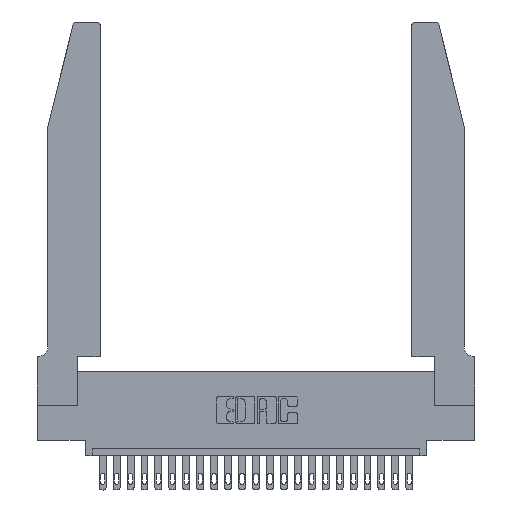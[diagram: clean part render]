
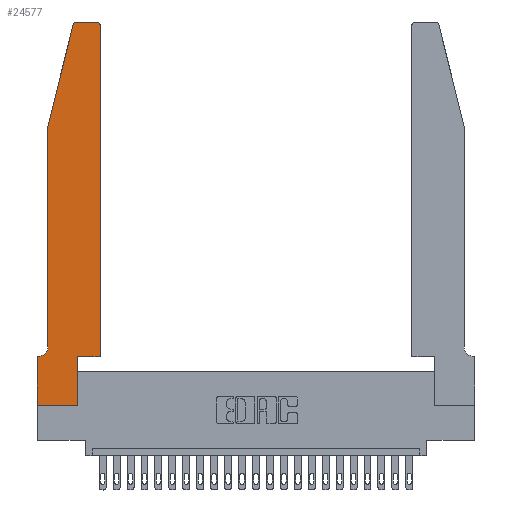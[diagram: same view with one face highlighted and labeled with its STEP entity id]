
A CAD part, top view. The second image highlights one B-rep face of the part: STEP entity #24577.
In plain terms, the highlighted planar face has unit normal (0, 0, 1).
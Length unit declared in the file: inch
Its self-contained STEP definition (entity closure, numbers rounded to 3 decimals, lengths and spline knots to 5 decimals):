
#148 = VERTEX_POINT ( 'NONE', #2199 ) ;
#150 = VECTOR ( 'NONE', #11281, 39.37008 ) ;
#385 = CARTESIAN_POINT ( 'NONE',  ( 0.2865, 0.35, 0.37 ) ) ;
#814 = CARTESIAN_POINT ( 'NONE',  ( 0.284, 2.72, 0.37 ) ) ;
#835 = EDGE_CURVE ( 'NONE', #6972, #148, #8797, .T. ) ;
#1218 = LINE ( 'NONE', #20341, #3002 ) ;
#1458 = EDGE_CURVE ( 'NONE', #19743, #15787, #8148, .T. ) ;
#1825 = CARTESIAN_POINT ( 'NONE',  ( 0.284, 2.75, 0.37 ) ) ;
#2013 = DIRECTION ( 'NONE',  ( 0., 0., 1. ) ) ;
#2199 = CARTESIAN_POINT ( 'NONE',  ( 0.0755, 0.42, 0.37 ) ) ;
#2248 = CARTESIAN_POINT ( 'NONE',  ( 0.4505, 0.35, 0.37 ) ) ;
#2698 = ORIENTED_EDGE ( 'NONE', *, *, #16388, .T. ) ;
#2699 = DIRECTION ( 'NONE',  ( 1., 0., 0. ) ) ;
#2729 = ORIENTED_EDGE ( 'NONE', *, *, #1458, .T. ) ;
#2942 = DIRECTION ( 'NONE',  ( 1., 0., 0. ) ) ;
#3002 = VECTOR ( 'NONE', #3631, 39.37008 ) ;
#3205 = EDGE_CURVE ( 'NONE', #148, #23653, #17037, .T. ) ;
#3464 = CIRCLE ( 'NONE', #24620, 0.03 ) ;
#3631 = DIRECTION ( 'NONE',  ( 0., 1., 0. ) ) ;
#3842 = ORIENTED_EDGE ( 'NONE', *, *, #21290, .T. ) ;
#3941 = PLANE ( 'NONE',  #8773 ) ;
#4298 = VERTEX_POINT ( 'NONE', #13463 ) ;
#4866 = VECTOR ( 'NONE', #2942, 39.37008 ) ;
#4976 = LINE ( 'NONE', #10221, #6487 ) ;
#5042 = CARTESIAN_POINT ( 'NONE',  ( 0.2865, 0.35, 0.37 ) ) ;
#5047 = CARTESIAN_POINT ( 'NONE',  ( 0., 0., 0.37 ) ) ;
#5163 = DIRECTION ( 'NONE',  ( 0., 0., 1. ) ) ;
#5203 = AXIS2_PLACEMENT_3D ( 'NONE', #814, #21970, #2699 ) ;
#5626 = DIRECTION ( 'NONE',  ( 1., 0., 0. ) ) ;
#5638 = ORIENTED_EDGE ( 'NONE', *, *, #23862, .T. ) ;
#5939 = DIRECTION ( 'NONE',  ( 1., 0., 0. ) ) ;
#6487 = VECTOR ( 'NONE', #19619, 39.37008 ) ;
#6606 = VERTEX_POINT ( 'NONE', #1825 ) ;
#6765 = LINE ( 'NONE', #13198, #18956 ) ;
#6972 = VERTEX_POINT ( 'NONE', #18941 ) ;
#7158 = ORIENTED_EDGE ( 'NONE', *, *, #11926, .T. ) ;
#7469 = CARTESIAN_POINT ( 'NONE',  ( 0.0755, 2., 0.37 ) ) ;
#7896 = ORIENTED_EDGE ( 'NONE', *, *, #21372, .T. ) ;
#8148 = LINE ( 'NONE', #20046, #4866 ) ;
#8474 = DIRECTION ( 'NONE',  ( 0., 1., 0. ) ) ;
#8773 = AXIS2_PLACEMENT_3D ( 'NONE', #16971, #2013, #5626 ) ;
#8787 = CIRCLE ( 'NONE', #5203, 0.03 ) ;
#8797 = LINE ( 'NONE', #7469, #23951 ) ;
#9343 = VERTEX_POINT ( 'NONE', #9635 ) ;
#9635 = CARTESIAN_POINT ( 'NONE',  ( 0.4205, 2.75, 0.37 ) ) ;
#9694 = DIRECTION ( 'NONE',  ( -1., 0., 0. ) ) ;
#10042 = CARTESIAN_POINT ( 'NONE',  ( 0.0755, 2., 0.37 ) ) ;
#10221 = CARTESIAN_POINT ( 'NONE',  ( 0.0755, 0.35, 0.37 ) ) ;
#10234 = DIRECTION ( 'NONE',  ( -1., 0., 0. ) ) ;
#10325 = LINE ( 'NONE', #5042, #22518 ) ;
#10552 = VERTEX_POINT ( 'NONE', #16154 ) ;
#10641 = AXIS2_PLACEMENT_3D ( 'NONE', #21645, #12066, #10234 ) ;
#11195 = CARTESIAN_POINT ( 'NONE',  ( 0.25487, 2.72718, 0.37 ) ) ;
#11230 = LINE ( 'NONE', #2248, #22833 ) ;
#11281 = DIRECTION ( 'NONE',  ( 0., -1., 0. ) ) ;
#11926 = EDGE_CURVE ( 'NONE', #10552, #9343, #3464, .T. ) ;
#12001 = ORIENTED_EDGE ( 'NONE', *, *, #12316, .T. ) ;
#12066 = DIRECTION ( 'NONE',  ( 0., 0., -1. ) ) ;
#12117 = ORIENTED_EDGE ( 'NONE', *, *, #3205, .T. ) ;
#12155 = LINE ( 'NONE', #10042, #19600 ) ;
#12316 = EDGE_CURVE ( 'NONE', #21804, #6972, #12155, .T. ) ;
#13198 = CARTESIAN_POINT ( 'NONE',  ( 0.2605, 2.75, 0.37 ) ) ;
#13288 = EDGE_LOOP ( 'NONE', ( #3842, #22778, #12001, #17481, #12117, #17615, #2698, #2729, #22879, #7896, #5638, #7158 ) ) ;
#13463 = CARTESIAN_POINT ( 'NONE',  ( 0.4505, 0.35, 0.37 ) ) ;
#13930 = CARTESIAN_POINT ( 'NONE',  ( 0., 0.35, 0.37 ) ) ;
#14539 = CARTESIAN_POINT ( 'NONE',  ( 0., 0., 0.37 ) ) ;
#15585 = EDGE_CURVE ( 'NONE', #23653, #16684, #4976, .T. ) ;
#15787 = VERTEX_POINT ( 'NONE', #16060 ) ;
#16060 = CARTESIAN_POINT ( 'NONE',  ( 0.2865, 0., 0.37 ) ) ;
#16154 = CARTESIAN_POINT ( 'NONE',  ( 0.4505, 2.72, 0.37 ) ) ;
#16274 = DIRECTION ( 'NONE',  ( -0.239, -0.971, 0. ) ) ;
#16388 = EDGE_CURVE ( 'NONE', #16684, #19743, #20149, .T. ) ;
#16684 = VERTEX_POINT ( 'NONE', #13930 ) ;
#16971 = CARTESIAN_POINT ( 'NONE',  ( 0., 0.35, 0.37 ) ) ;
#17017 = FACE_OUTER_BOUND ( 'NONE', #13288, .T. ) ;
#17037 = CIRCLE ( 'NONE', #10641, 0.07 ) ;
#17481 = ORIENTED_EDGE ( 'NONE', *, *, #835, .T. ) ;
#17615 = ORIENTED_EDGE ( 'NONE', *, *, #15585, .T. ) ;
#18571 = CARTESIAN_POINT ( 'NONE',  ( 0.4205, 2.72, 0.37 ) ) ;
#18941 = CARTESIAN_POINT ( 'NONE',  ( 0.0755, 2., 0.37 ) ) ;
#18956 = VECTOR ( 'NONE', #9694, 39.37008 ) ;
#19380 = VERTEX_POINT ( 'NONE', #385 ) ;
#19600 = VECTOR ( 'NONE', #16274, 39.37008 ) ;
#19619 = DIRECTION ( 'NONE',  ( -1., 0., 0. ) ) ;
#19743 = VERTEX_POINT ( 'NONE', #5047 ) ;
#19833 = CARTESIAN_POINT ( 'NONE',  ( 0.0055, 0.35, 0.37 ) ) ;
#20046 = CARTESIAN_POINT ( 'NONE',  ( 0., 0., 0.37 ) ) ;
#20149 = LINE ( 'NONE', #14539, #150 ) ;
#20341 = CARTESIAN_POINT ( 'NONE',  ( 0.4505, 0.35, 0.37 ) ) ;
#20498 = DIRECTION ( 'NONE',  ( 1., 0., 0. ) ) ;
#20872 = DIRECTION ( 'NONE',  ( 0., -1., 0. ) ) ;
#21290 = EDGE_CURVE ( 'NONE', #9343, #6606, #6765, .T. ) ;
#21372 = EDGE_CURVE ( 'NONE', #19380, #4298, #11230, .T. ) ;
#21575 = EDGE_CURVE ( 'NONE', #15787, #19380, #10325, .T. ) ;
#21645 = CARTESIAN_POINT ( 'NONE',  ( 0.0055, 0.42, 0.37 ) ) ;
#21804 = VERTEX_POINT ( 'NONE', #11195 ) ;
#21970 = DIRECTION ( 'NONE',  ( 0., 0., 1. ) ) ;
#22518 = VECTOR ( 'NONE', #8474, 39.37008 ) ;
#22688 = EDGE_CURVE ( 'NONE', #6606, #21804, #8787, .T. ) ;
#22778 = ORIENTED_EDGE ( 'NONE', *, *, #22688, .T. ) ;
#22833 = VECTOR ( 'NONE', #5939, 39.37008 ) ;
#22879 = ORIENTED_EDGE ( 'NONE', *, *, #21575, .T. ) ;
#23653 = VERTEX_POINT ( 'NONE', #19833 ) ;
#23862 = EDGE_CURVE ( 'NONE', #4298, #10552, #1218, .T. ) ;
#23951 = VECTOR ( 'NONE', #20872, 39.37008 ) ;
#24577 = ADVANCED_FACE ( 'NONE', ( #17017 ), #3941, .T. ) ;
#24620 = AXIS2_PLACEMENT_3D ( 'NONE', #18571, #5163, #20498 ) ;
